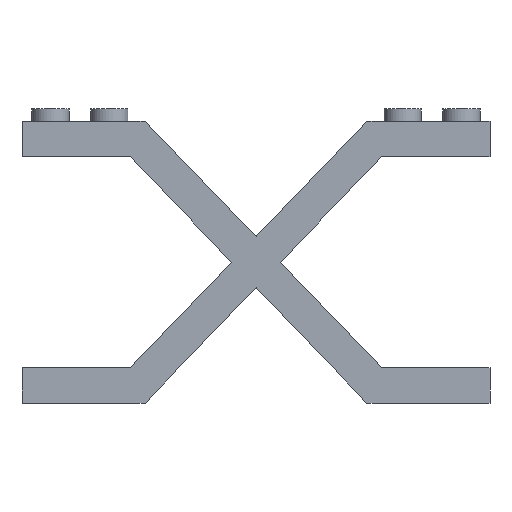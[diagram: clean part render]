
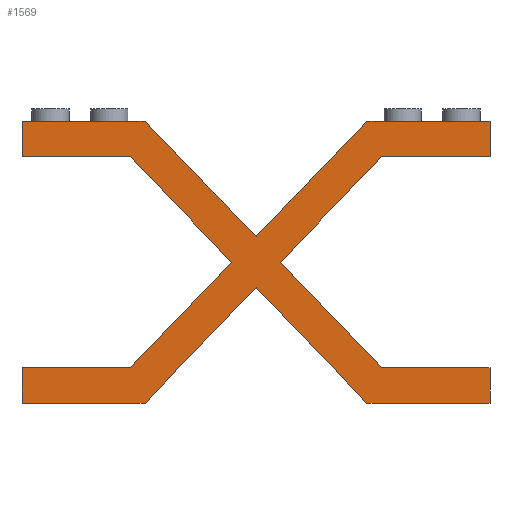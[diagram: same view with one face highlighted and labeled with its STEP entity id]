
A CAD part, front view. The second image highlights one B-rep face of the part: STEP entity #1569.
In plain terms, the highlighted planar face has unit normal (0, -1, 0).
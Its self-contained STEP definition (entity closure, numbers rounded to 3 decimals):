
#99=FACE_OUTER_BOUND('',#197,.T.);
#197=EDGE_LOOP('',(#1195,#1196,#1197,#1198,#1199,#1200,#1201,#1202,#1203,
#1204,#1205,#1206,#1207,#1208,#1209,#1210,#1211,#1212,#1213,#1214,#1215,
#1216,#1217,#1218,#1219,#1220,#1221,#1222,#1223,#1224,#1225,#1226));
#252=LINE('',#2155,#452);
#258=LINE('',#2167,#458);
#262=LINE('',#2176,#462);
#317=LINE('',#2312,#517);
#320=LINE('',#2318,#520);
#323=LINE('',#2324,#523);
#326=LINE('',#2330,#526);
#329=LINE('',#2336,#529);
#332=LINE('',#2340,#532);
#334=LINE('',#2345,#534);
#337=LINE('',#2351,#537);
#340=LINE('',#2357,#540);
#343=LINE('',#2363,#543);
#346=LINE('',#2369,#546);
#349=LINE('',#2373,#549);
#351=LINE('',#2378,#551);
#353=LINE('',#2382,#553);
#354=LINE('',#2384,#554);
#355=LINE('',#2386,#555);
#356=LINE('',#2388,#556);
#357=LINE('',#2390,#557);
#358=LINE('',#2392,#558);
#359=LINE('',#2394,#559);
#360=LINE('',#2395,#560);
#361=LINE('',#2397,#561);
#362=LINE('',#2399,#562);
#363=LINE('',#2401,#563);
#364=LINE('',#2403,#564);
#365=LINE('',#2405,#565);
#366=LINE('',#2407,#566);
#367=LINE('',#2409,#567);
#368=LINE('',#2410,#568);
#452=VECTOR('',#1740,10.);
#458=VECTOR('',#1748,10.);
#462=VECTOR('',#1754,10.);
#517=VECTOR('',#1883,10.);
#520=VECTOR('',#1888,10.);
#523=VECTOR('',#1893,10.);
#526=VECTOR('',#1898,10.);
#529=VECTOR('',#1903,10.);
#532=VECTOR('',#1908,10.);
#534=VECTOR('',#1912,10.);
#537=VECTOR('',#1917,10.);
#540=VECTOR('',#1922,10.);
#543=VECTOR('',#1927,10.);
#546=VECTOR('',#1932,10.);
#549=VECTOR('',#1937,10.);
#551=VECTOR('',#1941,10.);
#553=VECTOR('',#1945,10.);
#554=VECTOR('',#1946,10.);
#555=VECTOR('',#1947,10.);
#556=VECTOR('',#1948,10.);
#557=VECTOR('',#1949,10.);
#558=VECTOR('',#1950,10.);
#559=VECTOR('',#1951,10.);
#560=VECTOR('',#1952,10.);
#561=VECTOR('',#1953,10.);
#562=VECTOR('',#1954,10.);
#563=VECTOR('',#1955,10.);
#564=VECTOR('',#1956,10.);
#565=VECTOR('',#1957,10.);
#566=VECTOR('',#1958,10.);
#567=VECTOR('',#1959,10.);
#568=VECTOR('',#1960,10.);
#651=VERTEX_POINT('',#2151);
#653=VERTEX_POINT('',#2154);
#656=VERTEX_POINT('',#2161);
#658=VERTEX_POINT('',#2165);
#660=VERTEX_POINT('',#2170);
#662=VERTEX_POINT('',#2174);
#705=VERTEX_POINT('',#2309);
#706=VERTEX_POINT('',#2311);
#708=VERTEX_POINT('',#2317);
#710=VERTEX_POINT('',#2323);
#712=VERTEX_POINT('',#2329);
#714=VERTEX_POINT('',#2335);
#716=VERTEX_POINT('',#2344);
#718=VERTEX_POINT('',#2350);
#720=VERTEX_POINT('',#2356);
#722=VERTEX_POINT('',#2362);
#724=VERTEX_POINT('',#2368);
#725=VERTEX_POINT('',#2375);
#727=VERTEX_POINT('',#2381);
#728=VERTEX_POINT('',#2383);
#729=VERTEX_POINT('',#2385);
#730=VERTEX_POINT('',#2387);
#731=VERTEX_POINT('',#2389);
#732=VERTEX_POINT('',#2391);
#733=VERTEX_POINT('',#2393);
#734=VERTEX_POINT('',#2396);
#735=VERTEX_POINT('',#2398);
#736=VERTEX_POINT('',#2400);
#737=VERTEX_POINT('',#2402);
#738=VERTEX_POINT('',#2404);
#739=VERTEX_POINT('',#2406);
#740=VERTEX_POINT('',#2408);
#796=EDGE_CURVE('',#653,#651,#252,.T.);
#802=EDGE_CURVE('',#656,#658,#258,.T.);
#806=EDGE_CURVE('',#660,#662,#262,.T.);
#869=EDGE_CURVE('',#706,#705,#317,.T.);
#872=EDGE_CURVE('',#708,#706,#320,.T.);
#875=EDGE_CURVE('',#710,#708,#323,.T.);
#878=EDGE_CURVE('',#712,#710,#326,.T.);
#881=EDGE_CURVE('',#714,#712,#329,.T.);
#884=EDGE_CURVE('',#658,#714,#332,.T.);
#886=EDGE_CURVE('',#716,#653,#334,.T.);
#889=EDGE_CURVE('',#718,#716,#337,.T.);
#892=EDGE_CURVE('',#720,#718,#340,.T.);
#895=EDGE_CURVE('',#722,#720,#343,.T.);
#898=EDGE_CURVE('',#724,#722,#346,.T.);
#901=EDGE_CURVE('',#662,#724,#349,.T.);
#903=EDGE_CURVE('',#705,#725,#351,.T.);
#905=EDGE_CURVE('',#651,#727,#353,.T.);
#906=EDGE_CURVE('',#727,#728,#354,.T.);
#907=EDGE_CURVE('',#728,#729,#355,.T.);
#908=EDGE_CURVE('',#729,#730,#356,.T.);
#909=EDGE_CURVE('',#730,#731,#357,.T.);
#910=EDGE_CURVE('',#731,#732,#358,.T.);
#911=EDGE_CURVE('',#732,#733,#359,.T.);
#912=EDGE_CURVE('',#733,#656,#360,.T.);
#913=EDGE_CURVE('',#725,#734,#361,.T.);
#914=EDGE_CURVE('',#734,#735,#362,.T.);
#915=EDGE_CURVE('',#735,#736,#363,.T.);
#916=EDGE_CURVE('',#736,#737,#364,.T.);
#917=EDGE_CURVE('',#737,#738,#365,.T.);
#918=EDGE_CURVE('',#738,#739,#366,.T.);
#919=EDGE_CURVE('',#739,#740,#367,.T.);
#920=EDGE_CURVE('',#740,#660,#368,.T.);
#1195=ORIENTED_EDGE('',*,*,#905,.T.);
#1196=ORIENTED_EDGE('',*,*,#906,.T.);
#1197=ORIENTED_EDGE('',*,*,#907,.T.);
#1198=ORIENTED_EDGE('',*,*,#908,.T.);
#1199=ORIENTED_EDGE('',*,*,#909,.T.);
#1200=ORIENTED_EDGE('',*,*,#910,.T.);
#1201=ORIENTED_EDGE('',*,*,#911,.T.);
#1202=ORIENTED_EDGE('',*,*,#912,.T.);
#1203=ORIENTED_EDGE('',*,*,#802,.T.);
#1204=ORIENTED_EDGE('',*,*,#884,.T.);
#1205=ORIENTED_EDGE('',*,*,#881,.T.);
#1206=ORIENTED_EDGE('',*,*,#878,.T.);
#1207=ORIENTED_EDGE('',*,*,#875,.T.);
#1208=ORIENTED_EDGE('',*,*,#872,.T.);
#1209=ORIENTED_EDGE('',*,*,#869,.T.);
#1210=ORIENTED_EDGE('',*,*,#903,.T.);
#1211=ORIENTED_EDGE('',*,*,#913,.T.);
#1212=ORIENTED_EDGE('',*,*,#914,.T.);
#1213=ORIENTED_EDGE('',*,*,#915,.T.);
#1214=ORIENTED_EDGE('',*,*,#916,.T.);
#1215=ORIENTED_EDGE('',*,*,#917,.T.);
#1216=ORIENTED_EDGE('',*,*,#918,.T.);
#1217=ORIENTED_EDGE('',*,*,#919,.T.);
#1218=ORIENTED_EDGE('',*,*,#920,.T.);
#1219=ORIENTED_EDGE('',*,*,#806,.T.);
#1220=ORIENTED_EDGE('',*,*,#901,.T.);
#1221=ORIENTED_EDGE('',*,*,#898,.T.);
#1222=ORIENTED_EDGE('',*,*,#895,.T.);
#1223=ORIENTED_EDGE('',*,*,#892,.T.);
#1224=ORIENTED_EDGE('',*,*,#889,.T.);
#1225=ORIENTED_EDGE('',*,*,#886,.T.);
#1226=ORIENTED_EDGE('',*,*,#796,.T.);
#1483=PLANE('',#1681);
#1569=ADVANCED_FACE('',(#99),#1483,.F.);
#1681=AXIS2_PLACEMENT_3D('',#2380,#1943,#1944);
#1740=DIRECTION('',(0.693,0.,-0.721));
#1748=DIRECTION('',(0.693,0.,-0.721));
#1754=DIRECTION('',(-0.693,0.,0.721));
#1883=DIRECTION('',(-1.,0.,0.));
#1888=DIRECTION('',(0.,0.,1.));
#1893=DIRECTION('',(1.,0.,0.));
#1898=DIRECTION('',(0.,0.,-1.));
#1903=DIRECTION('',(0.721,0.,0.693));
#1908=DIRECTION('',(1.,0.,0.));
#1912=DIRECTION('',(1.,0.,0.));
#1917=DIRECTION('',(0.,0.,-1.));
#1922=DIRECTION('',(-1.,0.,0.));
#1927=DIRECTION('',(0.,0.,1.));
#1932=DIRECTION('',(-0.721,0.,-0.693));
#1937=DIRECTION('',(-1.,0.,0.));
#1941=DIRECTION('',(-0.693,0.,0.721));
#1943=DIRECTION('center_axis',(0.,1.,0.));
#1944=DIRECTION('ref_axis',(1.,0.,0.));
#1945=DIRECTION('',(-0.693,0.,-0.721));
#1946=DIRECTION('',(-1.,0.,0.));
#1947=DIRECTION('',(0.,0.,-1.));
#1948=DIRECTION('',(1.,0.,0.));
#1949=DIRECTION('',(0.,0.,1.));
#1950=DIRECTION('',(0.721,0.,-0.693));
#1951=DIRECTION('',(1.,0.,0.));
#1952=DIRECTION('',(0.693,0.,0.721));
#1953=DIRECTION('',(0.693,0.,0.721));
#1954=DIRECTION('',(1.,0.,0.));
#1955=DIRECTION('',(0.,0.,1.));
#1956=DIRECTION('',(-1.,0.,0.));
#1957=DIRECTION('',(0.,0.,-1.));
#1958=DIRECTION('',(-0.721,0.,0.693));
#1959=DIRECTION('',(-1.,0.,0.));
#1960=DIRECTION('',(-0.693,0.,-0.721));
#2151=CARTESIAN_POINT('',(28.573,0.,19.2));
#2154=CARTESIAN_POINT('',(14.744,0.,33.6));
#2155=CARTESIAN_POINT('',(47.485,0.,-0.494));
#2161=CARTESIAN_POINT('',(31.9,0.,15.735));
#2165=CARTESIAN_POINT('',(47.011,0.,0.));
#2167=CARTESIAN_POINT('',(47.485,0.,-0.494));
#2170=CARTESIAN_POINT('',(31.9,0.,22.665));
#2174=CARTESIAN_POINT('',(16.789,0.,38.4));
#2176=CARTESIAN_POINT('',(16.315,0.,38.894));
#2309=CARTESIAN_POINT('',(49.056,0.,4.8));
#2311=CARTESIAN_POINT('',(63.8,0.,4.8));
#2312=CARTESIAN_POINT('',(48.,0.,4.8));
#2317=CARTESIAN_POINT('',(63.8,0.,0.));
#2318=CARTESIAN_POINT('',(63.8,0.,38.4));
#2323=CARTESIAN_POINT('',(48.,0.,0.));
#2324=CARTESIAN_POINT('',(63.8,0.,0.));
#2329=CARTESIAN_POINT('',(48.,0.,0.));
#2330=CARTESIAN_POINT('',(48.,0.,0.));
#2335=CARTESIAN_POINT('',(48.,0.,0.));
#2336=CARTESIAN_POINT('',(50.947,0.,2.831));
#2340=CARTESIAN_POINT('',(63.8,0.,0.));
#2344=CARTESIAN_POINT('',(0.,0.,33.6));
#2345=CARTESIAN_POINT('',(15.8,0.,33.6));
#2350=CARTESIAN_POINT('',(0.,0.,38.4));
#2351=CARTESIAN_POINT('',(0.,0.,0.));
#2356=CARTESIAN_POINT('',(15.8,0.,38.4));
#2357=CARTESIAN_POINT('',(0.,0.,38.4));
#2362=CARTESIAN_POINT('',(15.8,0.,38.4));
#2363=CARTESIAN_POINT('',(15.8,0.,38.4));
#2368=CARTESIAN_POINT('',(15.8,0.,38.4));
#2369=CARTESIAN_POINT('',(12.853,0.,35.569));
#2373=CARTESIAN_POINT('',(0.,0.,38.4));
#2375=CARTESIAN_POINT('',(35.227,0.,19.2));
#2378=CARTESIAN_POINT('',(16.315,0.,38.894));
#2380=CARTESIAN_POINT('Origin',(31.9,0.,19.2));
#2381=CARTESIAN_POINT('',(14.744,0.,4.8));
#2382=CARTESIAN_POINT('',(47.485,0.,38.894));
#2383=CARTESIAN_POINT('',(0.,0.,4.8));
#2384=CARTESIAN_POINT('',(15.8,0.,4.8));
#2385=CARTESIAN_POINT('',(0.,0.,0.));
#2386=CARTESIAN_POINT('',(0.,0.,38.4));
#2387=CARTESIAN_POINT('',(15.8,0.,0.));
#2388=CARTESIAN_POINT('',(0.,0.,0.));
#2389=CARTESIAN_POINT('',(15.8,0.,0.));
#2390=CARTESIAN_POINT('',(15.8,0.,0.));
#2391=CARTESIAN_POINT('',(15.8,0.,0.));
#2392=CARTESIAN_POINT('',(12.853,0.,2.831));
#2393=CARTESIAN_POINT('',(16.789,0.,0.));
#2394=CARTESIAN_POINT('',(0.,0.,0.));
#2395=CARTESIAN_POINT('',(16.315,0.,-0.494));
#2396=CARTESIAN_POINT('',(49.056,0.,33.6));
#2397=CARTESIAN_POINT('',(16.315,0.,-0.494));
#2398=CARTESIAN_POINT('',(63.8,0.,33.6));
#2399=CARTESIAN_POINT('',(48.,0.,33.6));
#2400=CARTESIAN_POINT('',(63.8,0.,38.4));
#2401=CARTESIAN_POINT('',(63.8,0.,0.));
#2402=CARTESIAN_POINT('',(48.,0.,38.4));
#2403=CARTESIAN_POINT('',(63.8,0.,38.4));
#2404=CARTESIAN_POINT('',(48.,0.,38.4));
#2405=CARTESIAN_POINT('',(48.,0.,38.4));
#2406=CARTESIAN_POINT('',(48.,0.,38.4));
#2407=CARTESIAN_POINT('',(50.947,0.,35.569));
#2408=CARTESIAN_POINT('',(47.011,0.,38.4));
#2409=CARTESIAN_POINT('',(63.8,0.,38.4));
#2410=CARTESIAN_POINT('',(47.485,0.,38.894));
